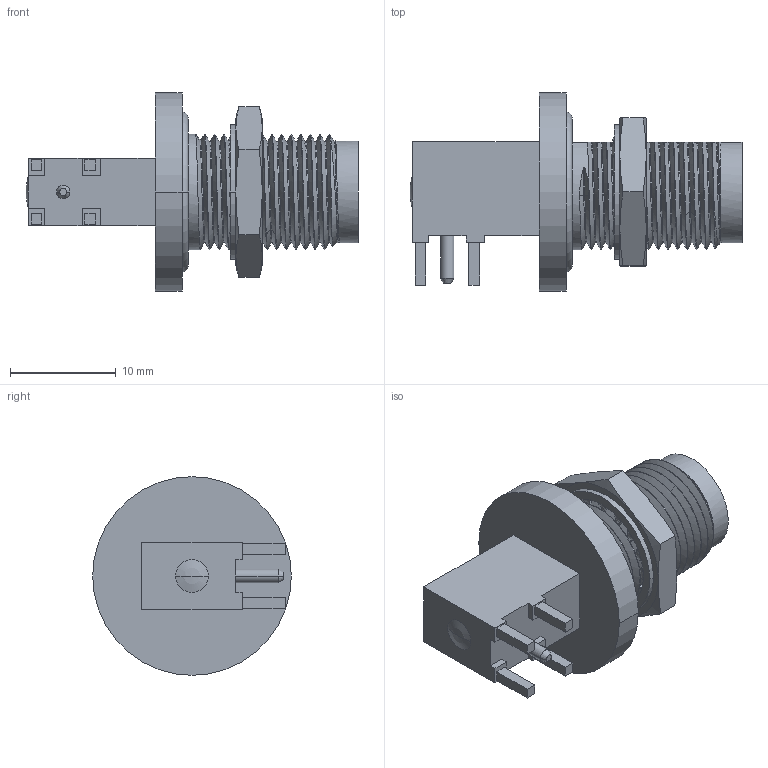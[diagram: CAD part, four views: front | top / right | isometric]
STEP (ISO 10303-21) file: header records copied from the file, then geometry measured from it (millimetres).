
FILE_DESCRIPTION((''),'2;1');
FILE_NAME('31-6527_SW0001','2019-11-22T',('Kaviyarasan'),(''),'CREO PARAMETRIC BY PTC INC, 2018360','CREO PARAMETRIC BY PTC INC, 2018360','');
FILE_SCHEMA(('CONFIG_CONTROL_DESIGN'));
Length unit declared in the file: millimetre
Products named in the file (1): 31-6527_SW0001
Bounding box: 31.42 x 18.8 x 18.8 mm (x, y, z)
Volume: 2585.6 mm3; surface area: 2972 mm2
Topology: 1 solids, 1 shells, 574 faces, 1693 edges, 1102 vertices
Faces by surface type: plane 253, bspline 140, cone 115, cylinder 62, torus 2, sphere 2
Entity records: 31133 total; most frequent: CARTESIAN_POINT 17289, ORIENTED_EDGE 3378, DIRECTION 2158, EDGE_CURVE 1689, VERTEX_POINT 1102, AXIS2_PLACEMENT_3D 738, B_SPLINE_CURVE_WITH_KNOTS 703, VECTOR 682
